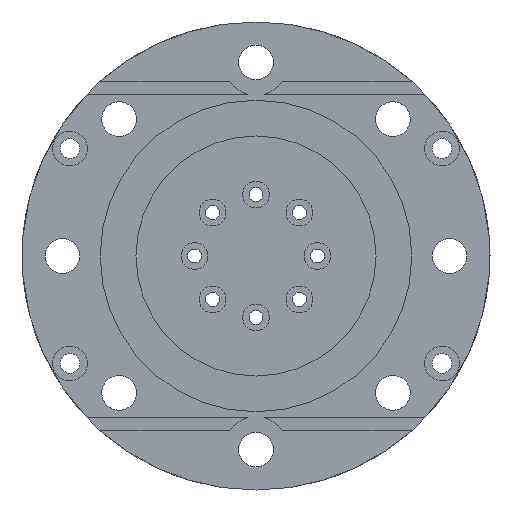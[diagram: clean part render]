
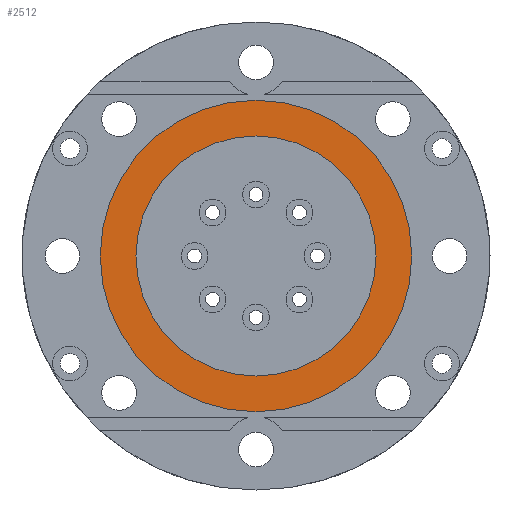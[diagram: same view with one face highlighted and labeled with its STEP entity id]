
A CAD part, front view. The second image highlights one B-rep face of the part: STEP entity #2512.
In plain terms, the highlighted planar face has unit normal (0, -1, 0).
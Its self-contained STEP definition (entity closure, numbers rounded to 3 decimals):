
#4 = ORIENTED_EDGE ( 'NONE', *, *, #3744, .T. ) ;
#5 = VERTEX_POINT ( 'NONE', #4073 ) ;
#245 = DIRECTION ( 'NONE',  ( 0., 0., -1. ) ) ;
#288 = DIRECTION ( 'NONE',  ( 0., -1., 0. ) ) ;
#452 = AXIS2_PLACEMENT_3D ( 'NONE', #2205, #1510, #245 ) ;
#479 = CARTESIAN_POINT ( 'NONE',  ( 0., -5., -38. ) ) ;
#649 = CIRCLE ( 'NONE', #2872, 29.285 ) ;
#836 = EDGE_LOOP ( 'NONE', ( #4142, #1389 ) ) ;
#912 = FACE_OUTER_BOUND ( 'NONE', #3306, .T. ) ;
#1118 = CARTESIAN_POINT ( 'NONE',  ( 0., -5., 29.285 ) ) ;
#1134 = AXIS2_PLACEMENT_3D ( 'NONE', #3779, #2169, #4113 ) ;
#1166 = VERTEX_POINT ( 'NONE', #1699 ) ;
#1274 = PLANE ( 'NONE',  #2339 ) ;
#1305 = VERTEX_POINT ( 'NONE', #479 ) ;
#1320 = CIRCLE ( 'NONE', #2474, 38. ) ;
#1389 = ORIENTED_EDGE ( 'NONE', *, *, #3006, .F. ) ;
#1510 = DIRECTION ( 'NONE',  ( 0., -1., 0. ) ) ;
#1699 = CARTESIAN_POINT ( 'NONE',  ( 0., -5., -29.285 ) ) ;
#1899 = FACE_BOUND ( 'NONE', #836, .T. ) ;
#2169 = DIRECTION ( 'NONE',  ( 0., -1., 0. ) ) ;
#2190 = ORIENTED_EDGE ( 'NONE', *, *, #2539, .T. ) ;
#2205 = CARTESIAN_POINT ( 'NONE',  ( 0., -5., 0. ) ) ;
#2231 = DIRECTION ( 'NONE',  ( 0., -1., 0. ) ) ;
#2339 = AXIS2_PLACEMENT_3D ( 'NONE', #3180, #3861, #2840 ) ;
#2474 = AXIS2_PLACEMENT_3D ( 'NONE', #2876, #2231, #2542 ) ;
#2512 = ADVANCED_FACE ( 'NONE', ( #912, #1899 ), #1274, .T. ) ;
#2519 = EDGE_CURVE ( 'NONE', #4025, #1166, #649, .T. ) ;
#2539 = EDGE_CURVE ( 'NONE', #5, #1305, #1320, .T. ) ;
#2542 = DIRECTION ( 'NONE',  ( 0., 0., -1. ) ) ;
#2840 = DIRECTION ( 'NONE',  ( 0., 0., -1. ) ) ;
#2872 = AXIS2_PLACEMENT_3D ( 'NONE', #3400, #288, #3481 ) ;
#2876 = CARTESIAN_POINT ( 'NONE',  ( 0., -5., 0. ) ) ;
#3006 = EDGE_CURVE ( 'NONE', #1166, #4025, #3571, .T. ) ;
#3180 = CARTESIAN_POINT ( 'NONE',  ( 0., -5., 0. ) ) ;
#3306 = EDGE_LOOP ( 'NONE', ( #2190, #4 ) ) ;
#3400 = CARTESIAN_POINT ( 'NONE',  ( 0., -5., 0. ) ) ;
#3429 = CIRCLE ( 'NONE', #452, 38. ) ;
#3481 = DIRECTION ( 'NONE',  ( 0., 0., -1. ) ) ;
#3571 = CIRCLE ( 'NONE', #1134, 29.285 ) ;
#3744 = EDGE_CURVE ( 'NONE', #1305, #5, #3429, .T. ) ;
#3779 = CARTESIAN_POINT ( 'NONE',  ( 0., -5., 0. ) ) ;
#3861 = DIRECTION ( 'NONE',  ( 0., -1., 0. ) ) ;
#4025 = VERTEX_POINT ( 'NONE', #1118 ) ;
#4073 = CARTESIAN_POINT ( 'NONE',  ( 0., -5., 38. ) ) ;
#4113 = DIRECTION ( 'NONE',  ( 0., 0., -1. ) ) ;
#4142 = ORIENTED_EDGE ( 'NONE', *, *, #2519, .F. ) ;
